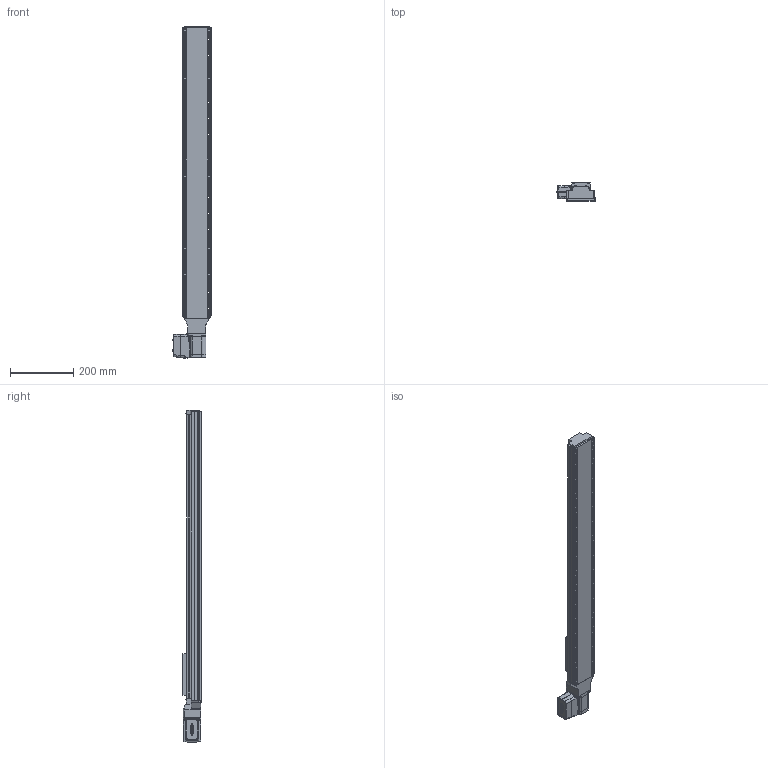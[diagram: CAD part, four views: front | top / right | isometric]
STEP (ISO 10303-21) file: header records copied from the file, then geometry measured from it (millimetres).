
FILE_DESCRIPTION (( 'STEP AP203' ), '1' );
FILE_NAME ('LRT0750xL-CT3A.step', '2023-05-25T20:43:53', ( '' ), ( '' ), 'SwSTEP 2.0', 'SolidWorks 2019', '' );
FILE_SCHEMA (( 'CONFIG_CONTROL_DESIGN' ));
Length unit declared in the file: millimetre
Products named in the file (4): LRT_carriage^LRT_LRT; LRT0750xL-CT3A; LRT_base^LRT_LRT0750; LRT_motor^LRT_LRT-T3A
Assembly tree (3 placements, depth 2):
  LRT0750xL-CT3A
    LRT_base^LRT_LRT0750
    LRT_motor^LRT_LRT-T3A
    LRT_carriage^LRT_LRT
Bounding box: 120.76 x 58 x 1049 mm (x, y, z)
Volume: 3781608.1 mm3; surface area: 510985.6 mm2
Topology: 30 solids, 30 shells, 913 faces, 2415 edges, 1600 vertices
Faces by surface type: plane 509, cylinder 376, bspline 18, sphere 4, torus 4, cone 2
Entity records: 29942 total; most frequent: CARTESIAN_POINT 6455, DIRECTION 4861, ORIENTED_EDGE 4798, EDGE_CURVE 2399, AXIS2_PLACEMENT_3D 1711, VERTEX_POINT 1592, VECTOR 1439, LINE 1439
